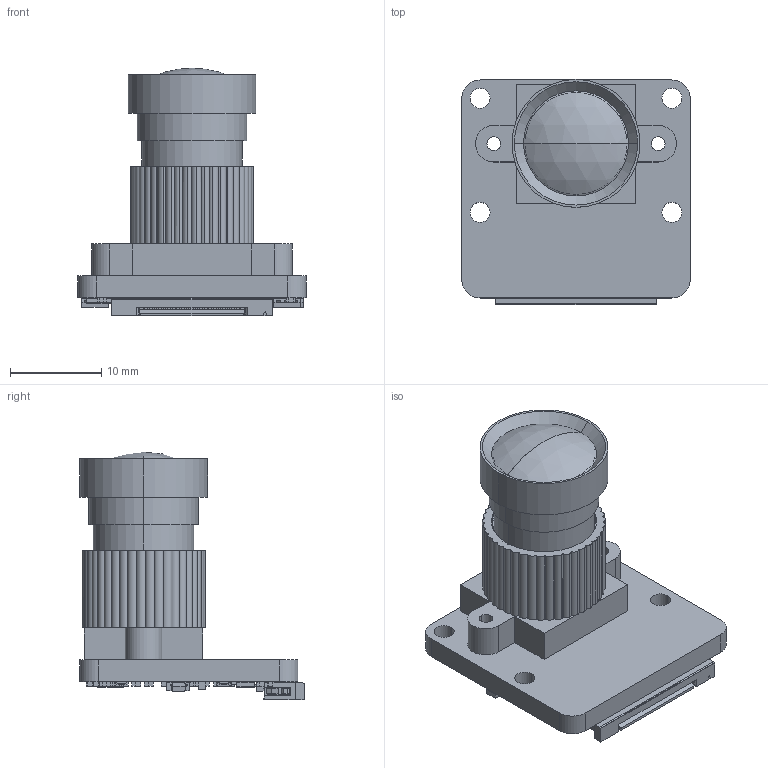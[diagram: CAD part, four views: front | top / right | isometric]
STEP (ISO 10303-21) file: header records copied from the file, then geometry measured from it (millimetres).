
FILE_DESCRIPTION (( 'STEP AP214' ), '1' );
FILE_NAME ('UC-698 _Rev.B.STEP', '2021-05-31T09:59:29', ( '' ), ( '' ), 'SwSTEP 2.0', 'SolidWorks 2020', '' );
FILE_SCHEMA (( 'AUTOMOTIVE_DESIGN' ));
Length unit declared in the file: millimetre
Products named in the file (148): User_Library-FB_1608_Cut.step; 4443936288.step; User_Library-CAPC_0402_CAPC_0402_Lead_1.step; User_Library-FB_1608_Pad001.step; C8.step; 4443944368.step; C2.step; 6420718560.step; User_Library-res0402-1.step; 6522555424.step; C28.step; C25.step; Open CASCADE STEP translator 6.8 1.43.1.1.step; C18.step; G1.step; 524352271.step; C17.step; C36.step; User_Library-CAPC_0402_CAPC_0402_Lead_1-0.step; C1.step; L1.step; C11.step; User_Library-CAPC_0402_CAPC_0402_Body_1-1.step; U6.step; R6.step; 6431591776.step; C15.step; R8.step; STEP-WE-PMI-1008_LP-rev1.step; C41.step; User_Library-CAPC_0402_CAPC_0402_Body_1-5.step; R7.step; Extruded.step; User_Library-CAPC_0402_CAPC_0402_Body_1-3.step; 4443936048.step; U4.step; C29.step; 6522555264.step; R2.step; C22.step ...
Assembly tree (281 placements, depth 5):
  Open CASCADE STEP translator 6.8 1.43.1.2.step
  UC-698 _Rev.B
    UC-698_Rev.B.step
      Board.step
        Open CASCADE STEP translator 6.8 1.1.1.step
      R8.step
        4443933168.step
      R7.step
        4443933168.step
      R6.step
        6508437136.step
      R4.step
        4443931008.step
      R3.step
        4443933168.step
      C50.step
        4443936288.step
          User_Library-CAPC_0402_CAPC_0402_Lead_1.step  x2
          User_Library-CAPC_0402_CAPC_0402_Body_1.step
      C48.step
        6522555424.step
          User_Library-CAPC_0402_CAPC_0402_Lead_1-0.step  x2
          User_Library-CAPC_0402_CAPC_0402_Body_1-1.step
      C47.step
        6522555424.step
          User_Library-CAPC_0402_CAPC_0402_Lead_1-0.step  x2
          User_Library-CAPC_0402_CAPC_0402_Body_1-1.step
      C46.step
        6522555424.step
          User_Library-CAPC_0402_CAPC_0402_Lead_1-0.step  x2
          User_Library-CAPC_0402_CAPC_0402_Body_1-1.step
      C45.step
        6522555424.step
          User_Library-CAPC_0402_CAPC_0402_Lead_1-0.step  x2
          User_Library-CAPC_0402_CAPC_0402_Body_1-1.step
      C44.step
        6522555424.step
          User_Library-CAPC_0402_CAPC_0402_Lead_1-0.step  x2
          User_Library-CAPC_0402_CAPC_0402_Body_1-1.step
      C43.step
        4443936288.step
          User_Library-CAPC_0402_CAPC_0402_Lead_1.step  x2
          User_Library-CAPC_0402_CAPC_0402_Body_1.step
      C42.step
        6522555424.step
          User_Library-CAPC_0402_CAPC_0402_Lead_1-0.step  x2
          User_Library-CAPC_0402_CAPC_0402_Body_1-1.step
      C41.step
        6522555424.step
          User_Library-CAPC_0402_CAPC_0402_Lead_1-0.step  x2
          User_Library-CAPC_0402_CAPC_0402_Body_1-1.step
      C39.step
        6522555424.step
          User_Library-CAPC_0402_CAPC_0402_Lead_1-0.step  x2
          User_Library-CAPC_0402_CAPC_0402_Body_1-1.step
      C38.step
        6522555424.step
          User_Library-CAPC_0402_CAPC_0402_Lead_1-0.step  x2
          User_Library-CAPC_0402_CAPC_0402_Body_1-1.step
      C37.step
Bounding box: 25 x 24.6 x 27.11 mm (x, y, z)
Volume: 3865.6 mm3; surface area: 5487.9 mm2
Topology: 172 solids, 172 shells, 2906 faces, 7274 edges, 4662 vertices
Faces by surface type: plane 2310, cylinder 468, bspline 82, sphere 40, torus 4, cone 2
Entity records: 76723 total; most frequent: CARTESIAN_POINT 23299, ORIENTED_EDGE 9922, DIRECTION 9674, EDGE_CURVE 4961, VECTOR 3970, LINE 3970, VERTEX_POINT 3206, AXIS2_PLACEMENT_3D 2852
